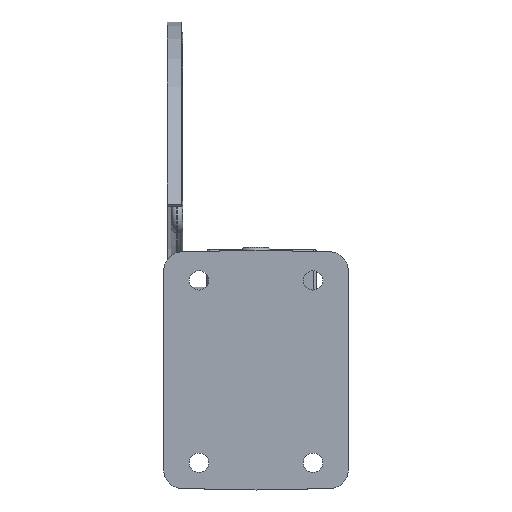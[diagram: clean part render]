
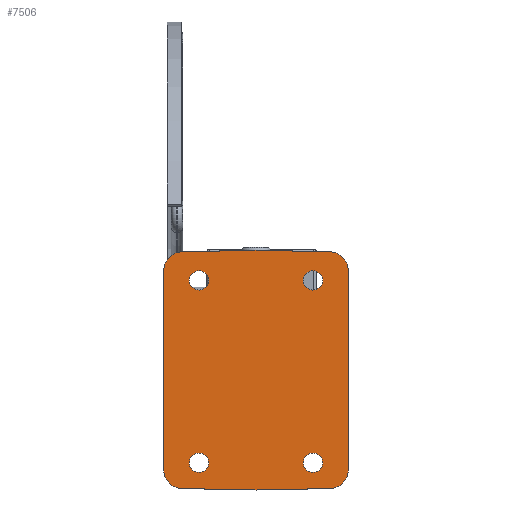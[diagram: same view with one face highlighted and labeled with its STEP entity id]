
A CAD part, left-side view. The second image highlights one B-rep face of the part: STEP entity #7506.
In plain terms, the highlighted planar face has unit normal (-1, 0, 0).
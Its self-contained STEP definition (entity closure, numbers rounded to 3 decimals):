
#474=FACE_BOUND('',#1953,.T.);
#475=FACE_BOUND('',#1954,.T.);
#476=FACE_BOUND('',#1955,.T.);
#477=FACE_BOUND('',#1956,.T.);
#741=LINE('',#11481,#1060);
#742=LINE('',#11483,#1061);
#743=LINE('',#11487,#1062);
#744=LINE('',#11491,#1063);
#745=LINE('',#11493,#1064);
#746=LINE('',#11496,#1065);
#1060=VECTOR('',#9121,1.);
#1061=VECTOR('',#9122,1.);
#1062=VECTOR('',#9125,1.);
#1063=VECTOR('',#9128,1.);
#1064=VECTOR('',#9129,1.);
#1065=VECTOR('',#9132,1.);
#1432=FACE_OUTER_BOUND('',#1952,.T.);
#1952=EDGE_LOOP('',(#4845,#4846,#4847,#4848,#4849,#4850,#4851,#4852,#4853,
#4854));
#1953=EDGE_LOOP('',(#4855));
#1954=EDGE_LOOP('',(#4856));
#1955=EDGE_LOOP('',(#4857));
#1956=EDGE_LOOP('',(#4858));
#2534=CIRCLE('',#8088,13.);
#2535=CIRCLE('',#8089,13.);
#2536=CIRCLE('',#8090,13.);
#2537=CIRCLE('',#8091,13.);
#2538=CIRCLE('',#8092,6.75);
#2539=CIRCLE('',#8093,6.75);
#2540=CIRCLE('',#8094,6.75);
#2541=CIRCLE('',#8095,6.75);
#3097=VERTEX_POINT('',#11477);
#3098=VERTEX_POINT('',#11478);
#3099=VERTEX_POINT('',#11480);
#3100=VERTEX_POINT('',#11482);
#3101=VERTEX_POINT('',#11484);
#3102=VERTEX_POINT('',#11486);
#3103=VERTEX_POINT('',#11488);
#3104=VERTEX_POINT('',#11490);
#3105=VERTEX_POINT('',#11492);
#3106=VERTEX_POINT('',#11494);
#3107=VERTEX_POINT('',#11497);
#3108=VERTEX_POINT('',#11499);
#3109=VERTEX_POINT('',#11501);
#3110=VERTEX_POINT('',#11503);
#3737=EDGE_CURVE('',#3097,#3098,#2534,.T.);
#3738=EDGE_CURVE('',#3097,#3099,#741,.T.);
#3739=EDGE_CURVE('',#3100,#3099,#742,.T.);
#3740=EDGE_CURVE('',#3100,#3101,#2535,.T.);
#3741=EDGE_CURVE('',#3101,#3102,#743,.T.);
#3742=EDGE_CURVE('',#3103,#3102,#2536,.T.);
#3743=EDGE_CURVE('',#3103,#3104,#744,.T.);
#3744=EDGE_CURVE('',#3105,#3104,#745,.T.);
#3745=EDGE_CURVE('',#3106,#3105,#2537,.T.);
#3746=EDGE_CURVE('',#3098,#3106,#746,.T.);
#3747=EDGE_CURVE('',#3107,#3107,#2538,.T.);
#3748=EDGE_CURVE('',#3108,#3108,#2539,.T.);
#3749=EDGE_CURVE('',#3109,#3109,#2540,.T.);
#3750=EDGE_CURVE('',#3110,#3110,#2541,.T.);
#4845=ORIENTED_EDGE('',*,*,#3737,.F.);
#4846=ORIENTED_EDGE('',*,*,#3738,.T.);
#4847=ORIENTED_EDGE('',*,*,#3739,.F.);
#4848=ORIENTED_EDGE('',*,*,#3740,.T.);
#4849=ORIENTED_EDGE('',*,*,#3741,.T.);
#4850=ORIENTED_EDGE('',*,*,#3742,.F.);
#4851=ORIENTED_EDGE('',*,*,#3743,.T.);
#4852=ORIENTED_EDGE('',*,*,#3744,.F.);
#4853=ORIENTED_EDGE('',*,*,#3745,.F.);
#4854=ORIENTED_EDGE('',*,*,#3746,.F.);
#4855=ORIENTED_EDGE('',*,*,#3747,.F.);
#4856=ORIENTED_EDGE('',*,*,#3748,.F.);
#4857=ORIENTED_EDGE('',*,*,#3749,.F.);
#4858=ORIENTED_EDGE('',*,*,#3750,.F.);
#7017=PLANE('',#8087);
#7506=ADVANCED_FACE('',(#1432,#474,#475,#476,#477),#7017,.F.);
#8087=AXIS2_PLACEMENT_3D('',#11476,#9117,#9118);
#8088=AXIS2_PLACEMENT_3D('',#11479,#9119,#9120);
#8089=AXIS2_PLACEMENT_3D('',#11485,#9123,#9124);
#8090=AXIS2_PLACEMENT_3D('',#11489,#9126,#9127);
#8091=AXIS2_PLACEMENT_3D('',#11495,#9130,#9131);
#8092=AXIS2_PLACEMENT_3D('',#11498,#9133,#9134);
#8093=AXIS2_PLACEMENT_3D('',#11500,#9135,#9136);
#8094=AXIS2_PLACEMENT_3D('',#11502,#9137,#9138);
#8095=AXIS2_PLACEMENT_3D('',#11504,#9139,#9140);
#9117=DIRECTION('center_axis',(1.,0.,0.));
#9118=DIRECTION('ref_axis',(0.,0.,-1.));
#9119=DIRECTION('center_axis',(1.,0.,0.));
#9120=DIRECTION('ref_axis',(0.,0.,
1.));
#9121=DIRECTION('',(0.,-1.,-0.02));
#9122=DIRECTION('',(0.,1.,-0.02));
#9123=DIRECTION('center_axis',(-1.,0.,0.));
#9124=DIRECTION('ref_axis',(0.,-1.,0.));
#9125=DIRECTION('',(0.,0.,1.));
#9126=DIRECTION('center_axis',(1.,0.,0.));
#9127=DIRECTION('ref_axis',(0.,0.,
1.));
#9128=DIRECTION('',(0.,1.,0.02));
#9129=DIRECTION('',(0.,-1.,0.02));
#9130=DIRECTION('center_axis',(1.,0.,0.));
#9131=DIRECTION('ref_axis',(0.,0.,
1.));
#9132=DIRECTION('',(0.,0.,1.));
#9133=DIRECTION('center_axis',(-1.,0.,0.));
#9134=DIRECTION('ref_axis',(0.,-1.,0.));
#9135=DIRECTION('center_axis',(-1.,0.,0.));
#9136=DIRECTION('ref_axis',(0.,-1.,0.));
#9137=DIRECTION('center_axis',(-1.,0.,0.));
#9138=DIRECTION('ref_axis',(0.,-1.,0.));
#9139=DIRECTION('center_axis',(-1.,0.,0.));
#9140=DIRECTION('ref_axis',(0.,-1.,0.));
#11476=CARTESIAN_POINT('Origin',(-215.5,0.,0.));
#11477=CARTESIAN_POINT('',(-215.5,51.25,-76.7));
#11478=CARTESIAN_POINT('',(-215.5,64.25,-63.7));
#11479=CARTESIAN_POINT('Origin',(-215.5,51.25,-63.7));
#11480=CARTESIAN_POINT('',(-215.5,0.,-77.7));
#11481=CARTESIAN_POINT('',(-215.5,51.25,-76.7));
#11482=CARTESIAN_POINT('',(-215.5,-51.25,-76.7));
#11483=CARTESIAN_POINT('',(-215.5,-51.25,-76.7));
#11484=CARTESIAN_POINT('',(-215.5,-64.25,-63.7));
#11485=CARTESIAN_POINT('Origin',(-215.5,-51.25,-63.7));
#11486=CARTESIAN_POINT('',(-215.5,-64.25,75.3));
#11487=CARTESIAN_POINT('',(-215.5,-64.25,-63.7));
#11488=CARTESIAN_POINT('',(-215.5,-51.25,88.3));
#11489=CARTESIAN_POINT('Origin',(-215.5,-51.25,75.3));
#11490=CARTESIAN_POINT('',(-215.5,0.,89.3));
#11491=CARTESIAN_POINT('',(-215.5,-51.25,88.3));
#11492=CARTESIAN_POINT('',(-215.5,51.25,88.3));
#11493=CARTESIAN_POINT('',(-215.5,51.25,88.3));
#11494=CARTESIAN_POINT('',(-215.5,64.25,75.3));
#11495=CARTESIAN_POINT('Origin',(-215.5,51.25,75.3));
#11496=CARTESIAN_POINT('',(-215.5,64.25,-63.7));
#11497=CARTESIAN_POINT('',(-215.5,-46.45,-58.7));
#11498=CARTESIAN_POINT('Origin',(-215.5,-39.7,-58.7));
#11499=CARTESIAN_POINT('',(-215.5,32.95,-58.7));
#11500=CARTESIAN_POINT('Origin',(-215.5,39.7,-58.7));
#11501=CARTESIAN_POINT('',(-215.5,-46.45,68.3));
#11502=CARTESIAN_POINT('Origin',(-215.5,-39.7,68.3));
#11503=CARTESIAN_POINT('',(-215.5,32.95,68.3));
#11504=CARTESIAN_POINT('Origin',(-215.5,39.7,68.3));
